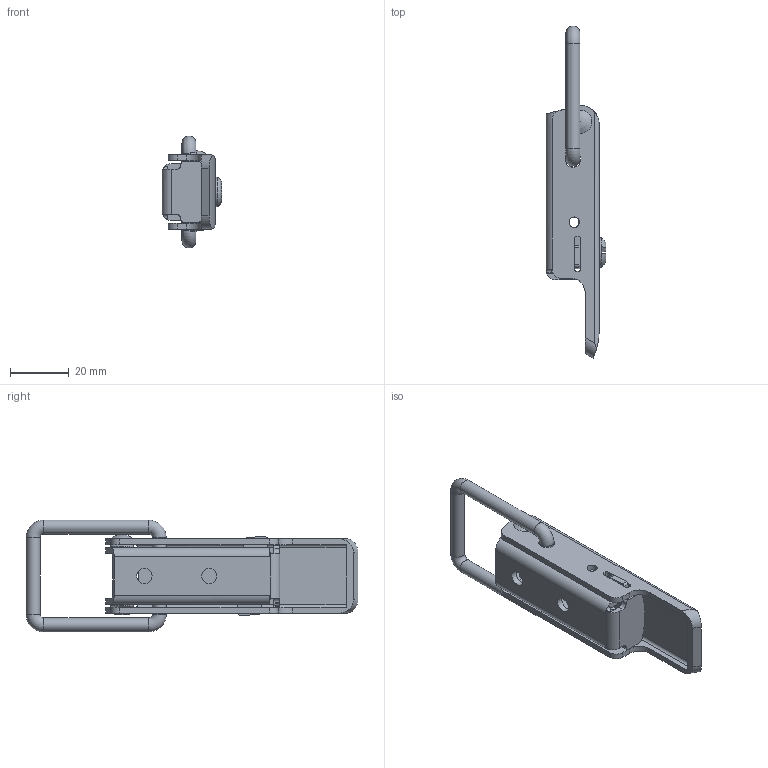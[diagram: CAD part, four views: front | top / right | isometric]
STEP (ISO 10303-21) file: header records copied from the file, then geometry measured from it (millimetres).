
FILE_DESCRIPTION(/* description */ (''),/* implementation_level */ '2;1');
FILE_NAME(/* name */ 'HL113-SL.stp',/* time_stamp */ '2019-10-08T14:17:47+01:00',/* author */ ('RWilson'),/* organization */ (''),/* preprocessor_version */ 'ST-DEVELOPER v16.13',/* originating_system */ 'Autodesk Inventor 2018',/* authorisation */ '');
FILE_SCHEMA (('AUTOMOTIVE_DESIGN { 1 0 10303 214 3 1 1 }'));
Length unit declared in the file: millimetre
Products named in the file (8): 39-1260MSZN_STEP; 1260BTSS; 1260ATSS; 1260-2-316SS IN ASSEMBLY; 1260-6SS IN ASSEMBLY; 1260-8SS; 1260TSCSS; 1260CSS
Assembly tree (7 placements, depth 2):
  39-1260MSZN_STEP
    1260BTSS
    1260ATSS
    1260-2-316SS IN ASSEMBLY
    1260-6SS IN ASSEMBLY
    1260-8SS
    1260TSCSS
    1260CSS
Bounding box: 20.33 x 112.73 x 38 mm (x, y, z)
Volume: 15069.5 mm3; surface area: 16711.9 mm2
Topology: 6 solids, 7 shells, 212 faces, 573 edges, 379 vertices
Faces by surface type: cylinder 101, plane 96, torus 9, bspline 6
Full cylindrical faces by diameter (mm): 1 x2, 3.2 x1, 3.327 x1, 3.556 x2, 3.81 x2, 3.962 x1, 4.039 x4, 4.75 x5, 4.962 x1, 5.182 x2, 5.41 x2, 6.35 x1, 7.925 x4, 10 x1
Entity records: 7557 total; most frequent: CARTESIAN_POINT 1896, DIRECTION 1152, ORIENTED_EDGE 1046, EDGE_CURVE 523, AXIS2_PLACEMENT_3D 433, VERTEX_POINT 371, EDGE_LOOP 292, LINE 286
